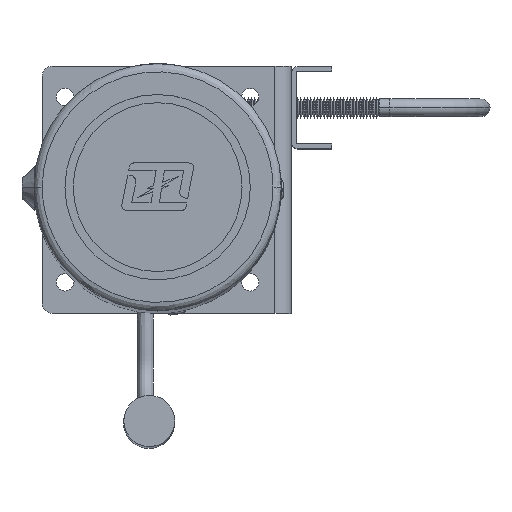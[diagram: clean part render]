
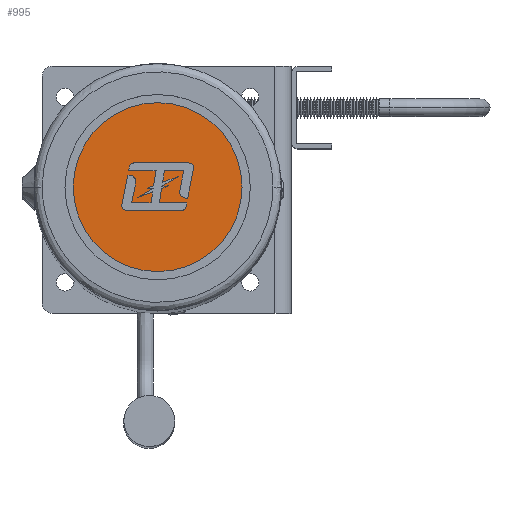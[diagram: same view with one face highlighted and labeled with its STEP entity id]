
A CAD part, top view. The second image highlights one B-rep face of the part: STEP entity #995.
In plain terms, the highlighted face is planar.
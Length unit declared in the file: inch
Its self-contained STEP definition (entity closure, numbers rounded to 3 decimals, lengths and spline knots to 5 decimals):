
#968 = ORIENTED_EDGE ( 'NONE', *, *, #976, .F. ) ;
#976 = EDGE_CURVE ( 'NONE', #6675, #3200, #23787, .T. ) ;
#986 = ORIENTED_EDGE ( 'NONE', *, *, #6353, .F. ) ;
#987 = EDGE_LOOP ( 'NONE', ( #986, #968 ) ) ;
#995 = ADVANCED_FACE ( 'NONE', ( #23809 ), #23786, .F. ) ;
#3200 = VERTEX_POINT ( 'NONE', #28559 ) ;
#6353 = EDGE_CURVE ( 'NONE', #3200, #6675, #29616, .T. ) ;
#6675 = VERTEX_POINT ( 'NONE', #29621 ) ;
#23710 = CARTESIAN_POINT ( 'NONE',  ( 0., 0., -0.05 ) ) ;
#23755 = DIRECTION ( 'NONE',  ( 0., 0., 1. ) ) ;
#23756 = CARTESIAN_POINT ( 'NONE',  ( 0., -0.09318, -0.05 ) ) ;
#23763 = AXIS2_PLACEMENT_3D ( 'NONE', #23756, #23755, #23806 ) ;
#23782 = DIRECTION ( 'NONE',  ( 1., 0., 0. ) ) ;
#23783 = DIRECTION ( 'NONE',  ( 0., 0., 1. ) ) ;
#23784 = AXIS2_PLACEMENT_3D ( 'NONE', #23710, #23783, #23782 ) ;
#23786 = PLANE ( 'NONE',  #23763 ) ;
#23787 = CIRCLE ( 'NONE', #23784, 1.025 ) ;
#23806 = DIRECTION ( 'NONE',  ( 1., 0., 0. ) ) ;
#23809 = FACE_OUTER_BOUND ( 'NONE', #987, .T. ) ;
#28559 = CARTESIAN_POINT ( 'NONE',  ( 1.025, 0., -0.05 ) ) ;
#29567 = AXIS2_PLACEMENT_3D ( 'NONE', #29581, #29610, #29609 ) ;
#29581 = CARTESIAN_POINT ( 'NONE',  ( 0., 0., -0.05 ) ) ;
#29609 = DIRECTION ( 'NONE',  ( 1., 0., 0. ) ) ;
#29610 = DIRECTION ( 'NONE',  ( 0., 0., 1. ) ) ;
#29616 = CIRCLE ( 'NONE', #29567, 1.025 ) ;
#29621 = CARTESIAN_POINT ( 'NONE',  ( -1.025, 0., -0.05 ) ) ;
